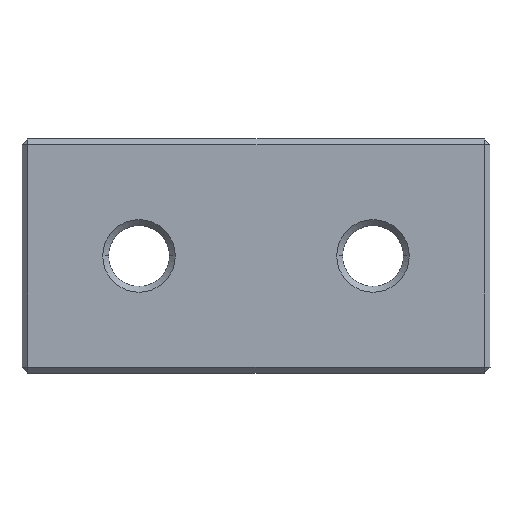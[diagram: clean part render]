
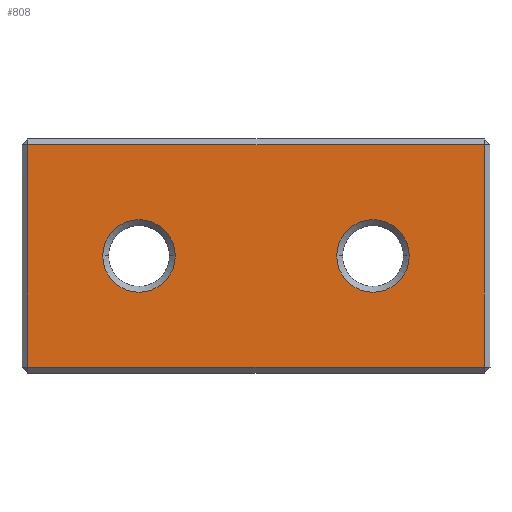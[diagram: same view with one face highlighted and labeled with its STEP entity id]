
A CAD part, top view. The second image highlights one B-rep face of the part: STEP entity #808.
In plain terms, the highlighted planar face has unit normal (0, 0, 1).
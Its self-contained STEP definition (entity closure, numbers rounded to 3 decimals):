
#1 = AXIS2_PLACEMENT_3D ( 'NONE', #604, #748, #525 ) ;
#11 = CARTESIAN_POINT ( 'NONE',  ( 26.3, -959.22, 5. ) ) ;
#14 = ORIENTED_EDGE ( 'NONE', *, *, #276, .T. ) ;
#16 = EDGE_CURVE ( 'NONE', #774, #528, #490, .T. ) ;
#48 = DIRECTION ( 'NONE',  ( 0., 0., -1. ) ) ;
#54 = VERTEX_POINT ( 'NONE', #757 ) ;
#90 = DIRECTION ( 'NONE',  ( 1., 0., 0. ) ) ;
#91 = CARTESIAN_POINT ( 'NONE',  ( -13.2, -940.22, 5. ) ) ;
#104 = DIRECTION ( 'NONE',  ( 0., 0., -1. ) ) ;
#107 = VERTEX_POINT ( 'NONE', #915 ) ;
#119 = EDGE_CURVE ( 'NONE', #522, #107, #847, .T. ) ;
#126 = CIRCLE ( 'NONE', #772, 3.1 ) ;
#146 = DIRECTION ( 'NONE',  ( 1., 0., 0. ) ) ;
#149 = ORIENTED_EDGE ( 'NONE', *, *, #179, .T. ) ;
#159 = EDGE_CURVE ( 'NONE', #450, #419, #612, .T. ) ;
#179 = EDGE_CURVE ( 'NONE', #895, #54, #424, .T. ) ;
#195 = DIRECTION ( 'NONE',  ( 1., 0., 0. ) ) ;
#213 = ORIENTED_EDGE ( 'NONE', *, *, #159, .T. ) ;
#223 = DIRECTION ( 'NONE',  ( 0., 0., -1. ) ) ;
#252 = CARTESIAN_POINT ( 'NONE',  ( 25.8, -939.72, 5. ) ) ;
#263 = LINE ( 'NONE', #566, #736 ) ;
#275 = CARTESIAN_POINT ( 'NONE',  ( -3.7, -949.72, 5. ) ) ;
#276 = EDGE_CURVE ( 'NONE', #419, #522, #263, .T. ) ;
#278 = LINE ( 'NONE', #11, #359 ) ;
#280 = EDGE_LOOP ( 'NONE', ( #149, #549 ) ) ;
#282 = CARTESIAN_POINT ( 'NONE',  ( 25.8, -959.22, 5. ) ) ;
#294 = CARTESIAN_POINT ( 'NONE',  ( 16.3, -949.72, 5. ) ) ;
#359 = VECTOR ( 'NONE', #90, 1000. ) ;
#406 = DIRECTION ( 'NONE',  ( 1., 0., 0. ) ) ;
#407 = CARTESIAN_POINT ( 'NONE',  ( -13.2, -959.72, 5. ) ) ;
#419 = VERTEX_POINT ( 'NONE', #807 ) ;
#423 = CIRCLE ( 'NONE', #1, 3.1 ) ;
#424 = CIRCLE ( 'NONE', #803, 3.1 ) ;
#432 = FACE_OUTER_BOUND ( 'NONE', #454, .T. ) ;
#449 = DIRECTION ( 'NONE',  ( 1., 0., 0. ) ) ;
#450 = VERTEX_POINT ( 'NONE', #282 ) ;
#454 = EDGE_LOOP ( 'NONE', ( #213, #14, #586, #667 ) ) ;
#469 = CARTESIAN_POINT ( 'NONE',  ( 19.4, -949.72, 5. ) ) ;
#490 = CIRCLE ( 'NONE', #537, 3.1 ) ;
#501 = DIRECTION ( 'NONE',  ( 0., 0., 1. ) ) ;
#522 = VERTEX_POINT ( 'NONE', #91 ) ;
#523 = EDGE_LOOP ( 'NONE', ( #809, #763 ) ) ;
#525 = DIRECTION ( 'NONE',  ( 1., 0., 0. ) ) ;
#528 = VERTEX_POINT ( 'NONE', #469 ) ;
#537 = AXIS2_PLACEMENT_3D ( 'NONE', #294, #223, #449 ) ;
#549 = ORIENTED_EDGE ( 'NONE', *, *, #893, .T. ) ;
#558 = CARTESIAN_POINT ( 'NONE',  ( 16.3, -949.72, 5. ) ) ;
#566 = CARTESIAN_POINT ( 'NONE',  ( -13.7, -940.22, 5. ) ) ;
#582 = FACE_BOUND ( 'NONE', #523, .T. ) ;
#586 = ORIENTED_EDGE ( 'NONE', *, *, #119, .T. ) ;
#591 = CARTESIAN_POINT ( 'NONE',  ( 0., 0., 5. ) ) ;
#604 = CARTESIAN_POINT ( 'NONE',  ( -3.7, -949.72, 5. ) ) ;
#612 = LINE ( 'NONE', #252, #899 ) ;
#644 = AXIS2_PLACEMENT_3D ( 'NONE', #591, #501, #146 ) ;
#645 = VECTOR ( 'NONE', #910, 1000. ) ;
#651 = FACE_BOUND ( 'NONE', #280, .T. ) ;
#667 = ORIENTED_EDGE ( 'NONE', *, *, #842, .T. ) ;
#700 = DIRECTION ( 'NONE',  ( 0., 1., 0. ) ) ;
#710 = EDGE_CURVE ( 'NONE', #528, #774, #126, .T. ) ;
#736 = VECTOR ( 'NONE', #870, 1000. ) ;
#748 = DIRECTION ( 'NONE',  ( 0., 0., -1. ) ) ;
#757 = CARTESIAN_POINT ( 'NONE',  ( -6.8, -949.72, 5. ) ) ;
#763 = ORIENTED_EDGE ( 'NONE', *, *, #16, .T. ) ;
#768 = CARTESIAN_POINT ( 'NONE',  ( -0.6, -949.72, 5. ) ) ;
#772 = AXIS2_PLACEMENT_3D ( 'NONE', #558, #104, #406 ) ;
#774 = VERTEX_POINT ( 'NONE', #877 ) ;
#803 = AXIS2_PLACEMENT_3D ( 'NONE', #275, #48, #195 ) ;
#807 = CARTESIAN_POINT ( 'NONE',  ( 25.8, -940.22, 5. ) ) ;
#808 = ADVANCED_FACE ( 'NONE', ( #582, #651, #432 ), #887, .T. ) ;
#809 = ORIENTED_EDGE ( 'NONE', *, *, #710, .T. ) ;
#842 = EDGE_CURVE ( 'NONE', #107, #450, #278, .T. ) ;
#847 = LINE ( 'NONE', #407, #645 ) ;
#870 = DIRECTION ( 'NONE',  ( -1., 0., 0. ) ) ;
#877 = CARTESIAN_POINT ( 'NONE',  ( 13.2, -949.72, 5. ) ) ;
#887 = PLANE ( 'NONE',  #644 ) ;
#893 = EDGE_CURVE ( 'NONE', #54, #895, #423, .T. ) ;
#895 = VERTEX_POINT ( 'NONE', #768 ) ;
#899 = VECTOR ( 'NONE', #700, 1000. ) ;
#910 = DIRECTION ( 'NONE',  ( 0., -1., 0. ) ) ;
#915 = CARTESIAN_POINT ( 'NONE',  ( -13.2, -959.22, 5. ) ) ;
